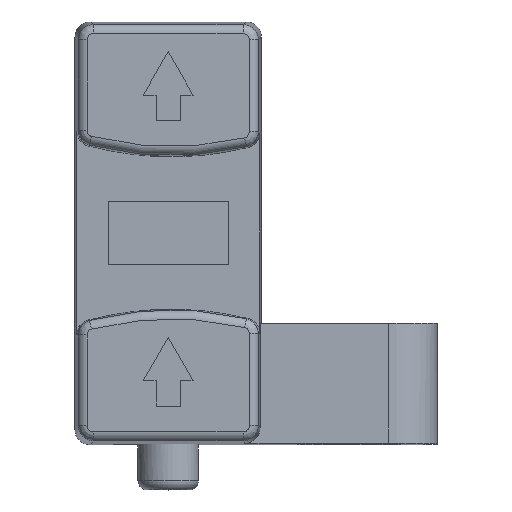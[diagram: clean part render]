
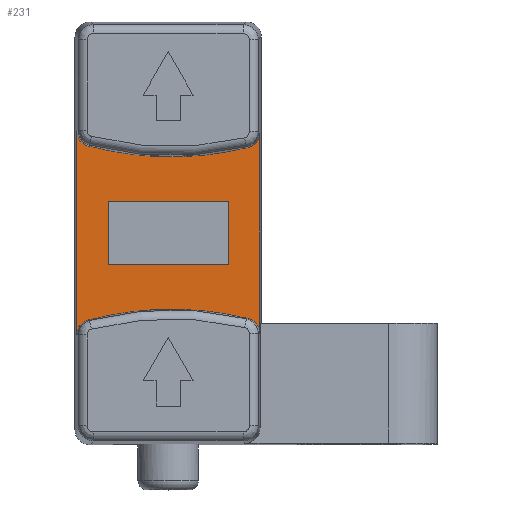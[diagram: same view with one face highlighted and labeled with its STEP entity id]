
A CAD part, top view. The second image highlights one B-rep face of the part: STEP entity #231.
In plain terms, the highlighted planar face has unit normal (0, 0, 1).
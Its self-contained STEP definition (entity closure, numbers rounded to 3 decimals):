
#66=B_SPLINE_CURVE_WITH_KNOTS('',3,(#2228,#2229,#2230,#2231,#2232,#2233,
#2234,#2235,#2236,#2237,#2238,#2239,#2240),.UNSPECIFIED.,.F.,.F.,(4,3,3,
3,4),(0.,0.254,0.508,0.762,1.),
 .UNSPECIFIED.);
#67=B_SPLINE_CURVE_WITH_KNOTS('',3,(#2241,#2242,#2243,#2244,#2245,#2246,
#2247,#2248,#2249,#2250,#2251,#2252,#2253),.UNSPECIFIED.,.F.,.F.,(4,3,3,
3,4),(0.,0.254,0.508,0.762,1.),
 .UNSPECIFIED.);
#68=B_SPLINE_CURVE_WITH_KNOTS('',3,(#2254,#2255,#2256,#2257,#2258,#2259,
#2260,#2261,#2262,#2263,#2264,#2265,#2266),.UNSPECIFIED.,.F.,.F.,(4,3,3,
3,4),(0.,0.258,0.516,0.774,1.),
 .UNSPECIFIED.);
#69=B_SPLINE_CURVE_WITH_KNOTS('',3,(#2267,#2268,#2269,#2270,#2271,#2272,
#2273,#2274,#2275,#2276,#2277,#2278,#2279),.UNSPECIFIED.,.F.,.F.,(4,3,3,
3,4),(0.,0.258,0.516,0.774,1.),
 .UNSPECIFIED.);
#112=FACE_BOUND('',#438,.T.);
#113=FACE_BOUND('',#439,.T.);
#136=CIRCLE('',#1500,10.631);
#137=CIRCLE('',#1502,10.631);
#139=CIRCLE('',#1510,10.631);
#140=CIRCLE('',#1512,10.631);
#142=CIRCLE('',#1516,10.631);
#143=CIRCLE('',#1517,10.631);
#231=ADVANCED_FACE('',(#112,#113),#303,.T.);
#303=PLANE('',#1518);
#438=EDGE_LOOP('',(#654,#655,#656,#657,#658,#659,#660,#661,#662,#663,#664,
#665));
#439=EDGE_LOOP('',(#666,#667,#668,#669));
#654=ORIENTED_EDGE('',*,*,#1131,.F.);
#655=ORIENTED_EDGE('',*,*,#1128,.F.);
#656=ORIENTED_EDGE('',*,*,#1132,.F.);
#657=ORIENTED_EDGE('',*,*,#1133,.T.);
#658=ORIENTED_EDGE('',*,*,#1108,.T.);
#659=ORIENTED_EDGE('',*,*,#1134,.T.);
#660=ORIENTED_EDGE('',*,*,#1118,.F.);
#661=ORIENTED_EDGE('',*,*,#1127,.T.);
#662=ORIENTED_EDGE('',*,*,#1116,.F.);
#663=ORIENTED_EDGE('',*,*,#1135,.T.);
#664=ORIENTED_EDGE('',*,*,#1099,.T.);
#665=ORIENTED_EDGE('',*,*,#1136,.T.);
#666=ORIENTED_EDGE('',*,*,#1036,.F.);
#667=ORIENTED_EDGE('',*,*,#1122,.F.);
#668=ORIENTED_EDGE('',*,*,#1032,.F.);
#669=ORIENTED_EDGE('',*,*,#1120,.F.);
#902=VERTEX_POINT('',#1998);
#903=VERTEX_POINT('',#2000);
#906=VERTEX_POINT('',#2007);
#907=VERTEX_POINT('',#2009);
#911=VERTEX_POINT('',#2018);
#916=VERTEX_POINT('',#2029);
#956=VERTEX_POINT('',#2145);
#957=VERTEX_POINT('',#2147);
#962=VERTEX_POINT('',#2166);
#963=VERTEX_POINT('',#2168);
#966=VERTEX_POINT('',#2185);
#969=VERTEX_POINT('',#2197);
#970=VERTEX_POINT('',#2200);
#973=VERTEX_POINT('',#2219);
#975=VERTEX_POINT('',#2225);
#976=VERTEX_POINT('',#2227);
#1032=EDGE_CURVE('',#902,#903,#1233,.T.);
#1036=EDGE_CURVE('',#906,#907,#1237,.T.);
#1099=EDGE_CURVE('',#957,#956,#1273,.T.);
#1108=EDGE_CURVE('',#963,#962,#1279,.T.);
#1116=EDGE_CURVE('',#969,#911,#136,.T.);
#1118=EDGE_CURVE('',#970,#966,#137,.T.);
#1120=EDGE_CURVE('',#907,#902,#1284,.T.);
#1122=EDGE_CURVE('',#903,#906,#1286,.T.);
#1127=EDGE_CURVE('',#970,#911,#139,.T.);
#1128=EDGE_CURVE('',#916,#973,#140,.T.);
#1131=EDGE_CURVE('',#973,#975,#142,.T.);
#1132=EDGE_CURVE('',#976,#916,#143,.T.);
#1133=EDGE_CURVE('',#976,#963,#66,.T.);
#1134=EDGE_CURVE('',#962,#966,#67,.T.);
#1135=EDGE_CURVE('',#969,#957,#68,.T.);
#1136=EDGE_CURVE('',#956,#975,#69,.T.);
#1233=LINE('',#1999,#1340);
#1237=LINE('',#2008,#1344);
#1273=LINE('',#2146,#1380);
#1279=LINE('',#2167,#1386);
#1284=LINE('',#2204,#1391);
#1286=LINE('',#2207,#1393);
#1340=VECTOR('',#1596,1.);
#1344=VECTOR('',#1602,1.);
#1380=VECTOR('',#1726,1.);
#1386=VECTOR('',#1742,1.);
#1391=VECTOR('',#1763,1.);
#1393=VECTOR('',#1767,1.);
#1500=AXIS2_PLACEMENT_3D('',#2198,#1754,#1755);
#1502=AXIS2_PLACEMENT_3D('',#2201,#1758,#1759);
#1510=AXIS2_PLACEMENT_3D('',#2216,#1779,#1780);
#1512=AXIS2_PLACEMENT_3D('',#2218,#1783,#1784);
#1516=AXIS2_PLACEMENT_3D('',#2224,#1791,#1792);
#1517=AXIS2_PLACEMENT_3D('',#2226,#1793,#1794);
#1518=AXIS2_PLACEMENT_3D('',#2280,#1795,#1796);
#1596=DIRECTION('',(-1.,0.,0.));
#1602=DIRECTION('',(1.,0.,0.));
#1726=DIRECTION('',(0.,-1.,0.));
#1742=DIRECTION('',(0.,1.,0.));
#1754=DIRECTION('',(0.,0.,1.));
#1755=DIRECTION('',(0.,1.,0.));
#1758=DIRECTION('',(0.,0.,1.));
#1759=DIRECTION('',(0.,1.,0.));
#1763=DIRECTION('',(0.,1.,0.));
#1767=DIRECTION('',(0.,-1.,0.));
#1779=DIRECTION('',(0.,0.,-1.));
#1780=DIRECTION('',(0.,1.,0.));
#1783=DIRECTION('',(0.,0.,1.));
#1784=DIRECTION('',(0.,1.,0.));
#1791=DIRECTION('',(0.,0.,1.));
#1792=DIRECTION('',(0.,1.,0.));
#1793=DIRECTION('',(0.,0.,1.));
#1794=DIRECTION('',(0.,1.,0.));
#1795=DIRECTION('',(0.,0.,1.));
#1796=DIRECTION('',(0.,-1.,0.));
#1998=CARTESIAN_POINT('',(157.612,105.87,10.423));
#1999=CARTESIAN_POINT('',(186.675,105.87,10.423));
#2000=CARTESIAN_POINT('',(153.646,105.87,10.423));
#2007=CARTESIAN_POINT('',(153.646,103.77,10.423));
#2008=CARTESIAN_POINT('',(186.675,103.77,10.423));
#2009=CARTESIAN_POINT('',(157.612,103.77,10.423));
#2018=CARTESIAN_POINT('',(155.12,107.354,10.423));
#2029=CARTESIAN_POINT('',(156.098,102.295,10.423));
#2145=CARTESIAN_POINT('',(152.59,101.457,10.423));
#2146=CARTESIAN_POINT('',(152.59,11.208,10.423));
#2147=CARTESIAN_POINT('',(152.59,108.183,10.423));
#2166=CARTESIAN_POINT('',(158.636,108.132,10.423));
#2167=CARTESIAN_POINT('',(158.636,11.208,10.423));
#2168=CARTESIAN_POINT('',(158.636,101.508,10.423));
#2185=CARTESIAN_POINT('',(158.255,107.647,10.423));
#2197=CARTESIAN_POINT('',(152.96,107.7,10.423));
#2198=CARTESIAN_POINT('',(155.711,117.968,10.423));
#2200=CARTESIAN_POINT('',(156.098,107.345,10.423));
#2201=CARTESIAN_POINT('',(155.711,117.968,10.423));
#2204=CARTESIAN_POINT('',(157.612,104.82,10.423));
#2207=CARTESIAN_POINT('',(153.646,104.82,10.423));
#2216=CARTESIAN_POINT('',(155.711,117.968,10.423));
#2218=CARTESIAN_POINT('',(155.711,91.671,10.423));
#2219=CARTESIAN_POINT('',(155.12,102.286,10.423));
#2224=CARTESIAN_POINT('',(155.711,91.671,10.423));
#2225=CARTESIAN_POINT('',(152.96,101.94,10.423));
#2226=CARTESIAN_POINT('',(155.711,91.671,10.423));
#2227=CARTESIAN_POINT('',(158.255,101.993,10.423));
#2228=CARTESIAN_POINT('',(158.255,101.993,10.423));
#2229=CARTESIAN_POINT('',(158.31,101.98,10.423));
#2230=CARTESIAN_POINT('',(158.362,101.957,10.423));
#2231=CARTESIAN_POINT('',(158.409,101.926,10.423));
#2232=CARTESIAN_POINT('',(158.456,101.895,10.423));
#2233=CARTESIAN_POINT('',(158.498,101.856,10.423));
#2234=CARTESIAN_POINT('',(158.532,101.812,10.423));
#2235=CARTESIAN_POINT('',(158.566,101.767,10.423));
#2236=CARTESIAN_POINT('',(158.593,101.717,10.423));
#2237=CARTESIAN_POINT('',(158.611,101.663,10.423));
#2238=CARTESIAN_POINT('',(158.627,101.613,10.423));
#2239=CARTESIAN_POINT('',(158.636,101.56,10.423));
#2240=CARTESIAN_POINT('',(158.636,101.508,10.423));
#2241=CARTESIAN_POINT('',(158.636,108.132,10.423));
#2242=CARTESIAN_POINT('',(158.636,108.076,10.423));
#2243=CARTESIAN_POINT('',(158.626,108.019,10.423));
#2244=CARTESIAN_POINT('',(158.607,107.967,10.423));
#2245=CARTESIAN_POINT('',(158.589,107.914,10.423));
#2246=CARTESIAN_POINT('',(158.561,107.863,10.423));
#2247=CARTESIAN_POINT('',(158.526,107.82,10.423));
#2248=CARTESIAN_POINT('',(158.491,107.776,10.423));
#2249=CARTESIAN_POINT('',(158.448,107.738,10.423));
#2250=CARTESIAN_POINT('',(158.401,107.708,10.423));
#2251=CARTESIAN_POINT('',(158.356,107.68,10.423));
#2252=CARTESIAN_POINT('',(158.306,107.659,10.423));
#2253=CARTESIAN_POINT('',(158.255,107.647,10.423));
#2254=CARTESIAN_POINT('',(152.96,107.7,10.423));
#2255=CARTESIAN_POINT('',(152.906,107.714,10.423));
#2256=CARTESIAN_POINT('',(152.854,107.738,10.423));
#2257=CARTESIAN_POINT('',(152.808,107.77,10.423));
#2258=CARTESIAN_POINT('',(152.762,107.801,10.423));
#2259=CARTESIAN_POINT('',(152.72,107.841,10.423));
#2260=CARTESIAN_POINT('',(152.687,107.886,10.423));
#2261=CARTESIAN_POINT('',(152.654,107.931,10.423));
#2262=CARTESIAN_POINT('',(152.628,107.983,10.423));
#2263=CARTESIAN_POINT('',(152.612,108.036,10.423));
#2264=CARTESIAN_POINT('',(152.597,108.084,10.423));
#2265=CARTESIAN_POINT('',(152.59,108.133,10.423));
#2266=CARTESIAN_POINT('',(152.59,108.183,10.423));
#2267=CARTESIAN_POINT('',(152.59,101.457,10.423));
#2268=CARTESIAN_POINT('',(152.59,101.513,10.423));
#2269=CARTESIAN_POINT('',(152.599,101.57,10.423));
#2270=CARTESIAN_POINT('',(152.618,101.622,10.423));
#2271=CARTESIAN_POINT('',(152.636,101.675,10.423));
#2272=CARTESIAN_POINT('',(152.664,101.726,10.423));
#2273=CARTESIAN_POINT('',(152.699,101.769,10.423));
#2274=CARTESIAN_POINT('',(152.734,101.813,10.423));
#2275=CARTESIAN_POINT('',(152.777,101.851,10.423));
#2276=CARTESIAN_POINT('',(152.825,101.881,10.423));
#2277=CARTESIAN_POINT('',(152.866,101.907,10.423));
#2278=CARTESIAN_POINT('',(152.913,101.927,10.423));
#2279=CARTESIAN_POINT('',(152.96,101.94,10.423));
#2280=CARTESIAN_POINT('',(186.675,11.208,10.423));
